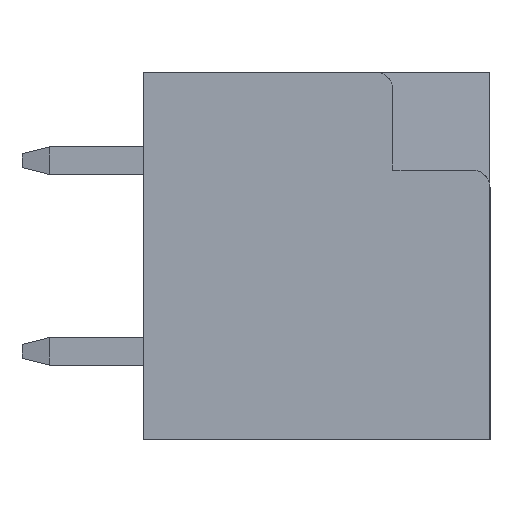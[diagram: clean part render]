
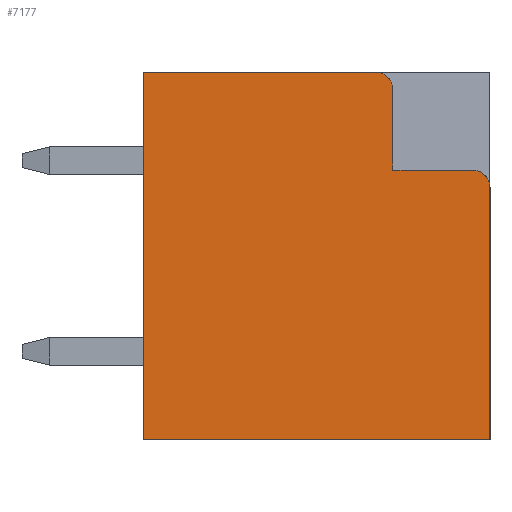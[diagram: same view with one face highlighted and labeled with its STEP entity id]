
A CAD part, left-side view. The second image highlights one B-rep face of the part: STEP entity #7177.
In plain terms, the highlighted planar face has unit normal (-1, 0, 0).
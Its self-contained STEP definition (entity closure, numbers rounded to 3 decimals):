
#330=CIRCLE('',#7734,0.5);
#331=CIRCLE('',#7735,0.5);
#1614=ORIENTED_EDGE('',*,*,#2939,.F.);
#1615=ORIENTED_EDGE('',*,*,#3104,.T.);
#1616=ORIENTED_EDGE('',*,*,#3105,.T.);
#1617=ORIENTED_EDGE('',*,*,#3106,.T.);
#1618=ORIENTED_EDGE('',*,*,#3107,.T.);
#1619=ORIENTED_EDGE('',*,*,#2512,.F.);
#1620=ORIENTED_EDGE('',*,*,#2579,.F.);
#1621=ORIENTED_EDGE('',*,*,#2467,.F.);
#2467=EDGE_CURVE('',#3487,#3488,#4144,.T.);
#2512=EDGE_CURVE('',#3531,#3532,#4186,.T.);
#2579=EDGE_CURVE('',#3488,#3531,#4248,.T.);
#2939=EDGE_CURVE('',#3818,#3487,#4527,.T.);
#3104=EDGE_CURVE('',#3818,#3912,#330,.F.);
#3105=EDGE_CURVE('',#3912,#3913,#4655,.T.);
#3106=EDGE_CURVE('',#3913,#3914,#4656,.T.);
#3107=EDGE_CURVE('',#3914,#3532,#331,.F.);
#3487=VERTEX_POINT('',#10052);
#3488=VERTEX_POINT('',#10054);
#3531=VERTEX_POINT('',#10142);
#3532=VERTEX_POINT('',#10144);
#3818=VERTEX_POINT('',#11023);
#3912=VERTEX_POINT('',#11368);
#3913=VERTEX_POINT('',#11370);
#3914=VERTEX_POINT('',#11372);
#4144=LINE('',#10053,#4976);
#4186=LINE('',#10143,#5018);
#4248=LINE('',#10278,#5080);
#4527=LINE('',#11024,#5359);
#4655=LINE('',#11369,#5487);
#4656=LINE('',#11371,#5488);
#4976=VECTOR('',#8024,1000.);
#5018=VECTOR('',#8074,1000.);
#5080=VECTOR('',#8174,1000.);
#5359=VECTOR('',#8889,1000.);
#5487=VECTOR('',#9247,1000.);
#5488=VECTOR('',#9248,1000.);
#6043=EDGE_LOOP('',(#1614,#1615,#1616,#1617,#1618,#1619,#1620,#1621));
#6492=FACE_BOUND('',#6043,.T.);
#6817=PLANE('',#7733);
#7177=ADVANCED_FACE('',(#6492),#6817,.F.);
#7733=AXIS2_PLACEMENT_3D('',#11366,#9243,#9244);
#7734=AXIS2_PLACEMENT_3D('',#11367,#9245,#9246);
#7735=AXIS2_PLACEMENT_3D('',#11373,#9249,#9250);
#8024=DIRECTION('',(0.,1.,0.));
#8074=DIRECTION('',(0.,-1.,0.));
#8174=DIRECTION('',(0.,0.,1.));
#8889=DIRECTION('',(0.,0.,-1.));
#9243=DIRECTION('',(1.,0.,0.));
#9244=DIRECTION('',(0.,0.,-1.));
#9245=DIRECTION('',(1.,0.,0.));
#9246=DIRECTION('',(0.,0.,-1.));
#9247=DIRECTION('',(0.,1.,0.));
#9248=DIRECTION('',(0.,0.,1.));
#9249=DIRECTION('',(1.,0.,0.));
#9250=DIRECTION('',(0.,0.,-1.));
#10052=CARTESIAN_POINT('',(-8.75,-5.,-5.3));
#10053=CARTESIAN_POINT('',(-8.75,-5.,-5.3));
#10054=CARTESIAN_POINT('',(-8.75,5.,-5.3));
#10142=CARTESIAN_POINT('',(-8.75,5.,5.3));
#10143=CARTESIAN_POINT('',(-8.75,5.,5.3));
#10144=CARTESIAN_POINT('',(-8.75,-1.7,5.3));
#10278=CARTESIAN_POINT('',(-8.75,5.,-5.3));
#11023=CARTESIAN_POINT('',(-8.75,-5.,1.98));
#11024=CARTESIAN_POINT('',(-8.75,-5.,5.3));
#11366=CARTESIAN_POINT('',(-8.75,0.,0.));
#11367=CARTESIAN_POINT('',(-8.75,-4.5,1.98));
#11368=CARTESIAN_POINT('',(-8.75,-4.5,2.48));
#11369=CARTESIAN_POINT('',(-8.75,-5.,2.48));
#11370=CARTESIAN_POINT('',(-8.75,-2.2,2.48));
#11371=CARTESIAN_POINT('',(-8.75,-2.2,2.48));
#11372=CARTESIAN_POINT('',(-8.75,-2.2,4.8));
#11373=CARTESIAN_POINT('',(-8.75,-1.7,4.8));
